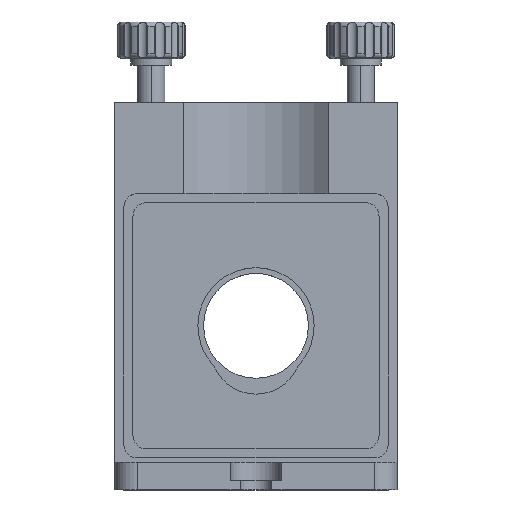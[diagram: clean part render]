
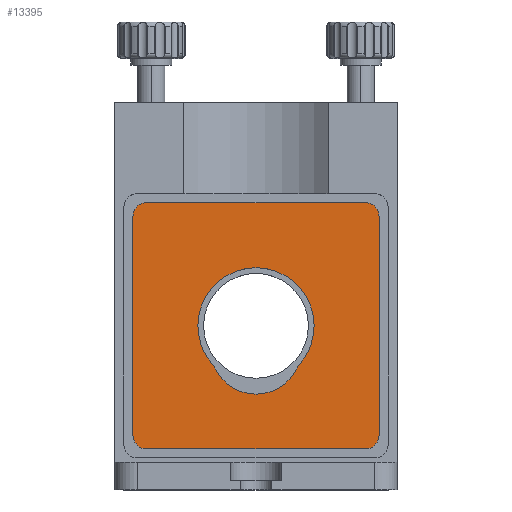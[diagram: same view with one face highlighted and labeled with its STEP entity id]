
A CAD part, top view. The second image highlights one B-rep face of the part: STEP entity #13395.
In plain terms, the highlighted planar face has unit normal (0, 0, 1).
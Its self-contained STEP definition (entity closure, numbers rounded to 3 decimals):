
#145 = ORIENTED_EDGE ( 'NONE', *, *, #11805, .F. ) ;
#250 = CARTESIAN_POINT ( 'NONE',  ( 17.184, -30.8, 19. ) ) ;
#397 = EDGE_CURVE ( 'NONE', #3086, #13236, #2935, .T. ) ;
#927 = EDGE_CURVE ( 'NONE', #5175, #10043, #6114, .T. ) ;
#1049 = ORIENTED_EDGE ( 'NONE', *, *, #2637, .T. ) ;
#1112 = VECTOR ( 'NONE', #3976, 1000. ) ;
#1586 = CARTESIAN_POINT ( 'NONE',  ( 17.184, -33.8, 19. ) ) ;
#1718 = EDGE_CURVE ( 'NONE', #13236, #14463, #8131, .T. ) ;
#2110 = DIRECTION ( 'NONE',  ( 0., 0., 1. ) ) ;
#2241 = ORIENTED_EDGE ( 'NONE', *, *, #1718, .T. ) ;
#2474 = VECTOR ( 'NONE', #10529, 1000. ) ;
#2480 = CARTESIAN_POINT ( 'NONE',  ( 20.184, 17.2, 19. ) ) ;
#2637 = EDGE_CURVE ( 'NONE', #14463, #5175, #5145, .T. ) ;
#2658 = EDGE_CURVE ( 'NONE', #10043, #12113, #4126, .T. ) ;
#2681 = FACE_BOUND ( 'NONE', #10253, .T. ) ;
#2700 = ORIENTED_EDGE ( 'NONE', *, *, #927, .T. ) ;
#2739 = CARTESIAN_POINT ( 'NONE',  ( 17.184, 17.2, 19. ) ) ;
#2935 = LINE ( 'NONE', #7295, #2474 ) ;
#3007 = DIRECTION ( 'NONE',  ( 0., 0., 1. ) ) ;
#3086 = VERTEX_POINT ( 'NONE', #5841 ) ;
#3368 = CARTESIAN_POINT ( 'NONE',  ( -16.083, -15.556, 19. ) ) ;
#3581 = AXIS2_PLACEMENT_3D ( 'NONE', #10274, #4647, #11797 ) ;
#3816 = CARTESIAN_POINT ( 'NONE',  ( 17.184, 20.2, 19. ) ) ;
#3933 = DIRECTION ( 'NONE',  ( 1., 0., 0. ) ) ;
#3976 = DIRECTION ( 'NONE',  ( -1., 0., 0. ) ) ;
#4126 = LINE ( 'NONE', #6176, #1112 ) ;
#4130 = VECTOR ( 'NONE', #6318, 1000. ) ;
#4525 = VERTEX_POINT ( 'NONE', #12900 ) ;
#4647 = DIRECTION ( 'NONE',  ( 0., 0., 1. ) ) ;
#4780 = DIRECTION ( 'NONE',  ( 0., 0., 1. ) ) ;
#5096 = CARTESIAN_POINT ( 'NONE',  ( 20.184, -33.8, 19. ) ) ;
#5145 = LINE ( 'NONE', #13513, #14533 ) ;
#5175 = VERTEX_POINT ( 'NONE', #2480 ) ;
#5473 = CARTESIAN_POINT ( 'NONE',  ( -6.816, -6.8, 19. ) ) ;
#5661 = ORIENTED_EDGE ( 'NONE', *, *, #8153, .T. ) ;
#5694 = CARTESIAN_POINT ( 'NONE',  ( -6.816, -6.8, 19. ) ) ;
#5702 = DIRECTION ( 'NONE',  ( 1., 0., 0. ) ) ;
#5735 = DIRECTION ( 'NONE',  ( 1., 0., 0. ) ) ;
#5810 = EDGE_LOOP ( 'NONE', ( #10581, #2241, #1049, #2700, #11959, #5661, #7686, #5970 ) ) ;
#5841 = CARTESIAN_POINT ( 'NONE',  ( -30.816, -33.8, 19. ) ) ;
#5845 = EDGE_CURVE ( 'NONE', #13535, #4525, #9655, .T. ) ;
#5951 = AXIS2_PLACEMENT_3D ( 'NONE', #5694, #12681, #10497 ) ;
#5970 = ORIENTED_EDGE ( 'NONE', *, *, #8773, .T. ) ;
#6025 = AXIS2_PLACEMENT_3D ( 'NONE', #15335, #6985, #5735 ) ;
#6037 = DIRECTION ( 'NONE',  ( 1., 0., 0. ) ) ;
#6114 = CIRCLE ( 'NONE', #14035, 3. ) ;
#6176 = CARTESIAN_POINT ( 'NONE',  ( -33.816, 20.2, 19. ) ) ;
#6285 = FACE_OUTER_BOUND ( 'NONE', #5810, .T. ) ;
#6318 = DIRECTION ( 'NONE',  ( 0., -1., 0. ) ) ;
#6334 = CARTESIAN_POINT ( 'NONE',  ( -33.816, -30.8, 19. ) ) ;
#6470 = LINE ( 'NONE', #13501, #4130 ) ;
#6517 = EDGE_CURVE ( 'NONE', #13801, #11265, #10164, .T. ) ;
#6537 = DIRECTION ( 'NONE',  ( 1., 0., 0. ) ) ;
#6742 = AXIS2_PLACEMENT_3D ( 'NONE', #11101, #3007, #6537 ) ;
#6985 = DIRECTION ( 'NONE',  ( 0., 0., 1. ) ) ;
#7295 = CARTESIAN_POINT ( 'NONE',  ( -33.816, -33.8, 19. ) ) ;
#7319 = CARTESIAN_POINT ( 'NONE',  ( -30.816, 20.2, 19. ) ) ;
#7657 = DIRECTION ( 'NONE',  ( 0., 0., 1. ) ) ;
#7686 = ORIENTED_EDGE ( 'NONE', *, *, #10531, .T. ) ;
#8131 = CIRCLE ( 'NONE', #10053, 3. ) ;
#8153 = EDGE_CURVE ( 'NONE', #12113, #12165, #9794, .T. ) ;
#8330 = ORIENTED_EDGE ( 'NONE', *, *, #5845, .F. ) ;
#8773 = EDGE_CURVE ( 'NONE', #15152, #3086, #13435, .T. ) ;
#9203 = AXIS2_PLACEMENT_3D ( 'NONE', #15374, #11977, #14221 ) ;
#9217 = CIRCLE ( 'NONE', #9944, 12.75 ) ;
#9453 = CIRCLE ( 'NONE', #6742, 12.75 ) ;
#9655 = CIRCLE ( 'NONE', #5951, 12.75 ) ;
#9794 = CIRCLE ( 'NONE', #3581, 3. ) ;
#9884 = DIRECTION ( 'NONE',  ( 0., 1., 0. ) ) ;
#9944 = AXIS2_PLACEMENT_3D ( 'NONE', #5473, #2110, #5702 ) ;
#10043 = VERTEX_POINT ( 'NONE', #3816 ) ;
#10053 = AXIS2_PLACEMENT_3D ( 'NONE', #250, #4780, #6037 ) ;
#10164 = CIRCLE ( 'NONE', #9203, 10. ) ;
#10253 = EDGE_LOOP ( 'NONE', ( #12438, #145, #8330, #13099 ) ) ;
#10274 = CARTESIAN_POINT ( 'NONE',  ( -30.816, 17.2, 19. ) ) ;
#10497 = DIRECTION ( 'NONE',  ( 1., 0., 0. ) ) ;
#10529 = DIRECTION ( 'NONE',  ( 1., 0., 0. ) ) ;
#10531 = EDGE_CURVE ( 'NONE', #12165, #15152, #6470, .T. ) ;
#10581 = ORIENTED_EDGE ( 'NONE', *, *, #397, .T. ) ;
#11005 = PLANE ( 'NONE',  #15320 ) ;
#11101 = CARTESIAN_POINT ( 'NONE',  ( -6.816, -6.8, 19. ) ) ;
#11265 = VERTEX_POINT ( 'NONE', #11863 ) ;
#11797 = DIRECTION ( 'NONE',  ( 1., 0., 0. ) ) ;
#11805 = EDGE_CURVE ( 'NONE', #4525, #13801, #9453, .T. ) ;
#11863 = CARTESIAN_POINT ( 'NONE',  ( 2.452, -15.556, 19. ) ) ;
#11959 = ORIENTED_EDGE ( 'NONE', *, *, #2658, .T. ) ;
#11977 = DIRECTION ( 'NONE',  ( 0., 0., 1. ) ) ;
#12073 = CARTESIAN_POINT ( 'NONE',  ( -33.816, 17.2, 19. ) ) ;
#12113 = VERTEX_POINT ( 'NONE', #7319 ) ;
#12165 = VERTEX_POINT ( 'NONE', #12073 ) ;
#12438 = ORIENTED_EDGE ( 'NONE', *, *, #6517, .F. ) ;
#12553 = CARTESIAN_POINT ( 'NONE',  ( 5.934, -6.8, 19. ) ) ;
#12629 = EDGE_CURVE ( 'NONE', #11265, #13535, #9217, .T. ) ;
#12681 = DIRECTION ( 'NONE',  ( 0., 0., 1. ) ) ;
#12900 = CARTESIAN_POINT ( 'NONE',  ( -19.566, -6.8, 19. ) ) ;
#13099 = ORIENTED_EDGE ( 'NONE', *, *, #12629, .F. ) ;
#13236 = VERTEX_POINT ( 'NONE', #1586 ) ;
#13395 = ADVANCED_FACE ( 'NONE', ( #2681, #6285 ), #11005, .T. ) ;
#13435 = CIRCLE ( 'NONE', #6025, 3. ) ;
#13501 = CARTESIAN_POINT ( 'NONE',  ( -33.816, 20.2, 19. ) ) ;
#13513 = CARTESIAN_POINT ( 'NONE',  ( 20.184, 20.2, 19. ) ) ;
#13535 = VERTEX_POINT ( 'NONE', #12553 ) ;
#13801 = VERTEX_POINT ( 'NONE', #3368 ) ;
#13989 = CARTESIAN_POINT ( 'NONE',  ( 20.184, -30.8, 19. ) ) ;
#14035 = AXIS2_PLACEMENT_3D ( 'NONE', #2739, #7657, #14857 ) ;
#14221 = DIRECTION ( 'NONE',  ( 1., 0., 0. ) ) ;
#14463 = VERTEX_POINT ( 'NONE', #13989 ) ;
#14533 = VECTOR ( 'NONE', #9884, 1000. ) ;
#14573 = DIRECTION ( 'NONE',  ( 0., 0., 1. ) ) ;
#14857 = DIRECTION ( 'NONE',  ( 1., 0., 0. ) ) ;
#15152 = VERTEX_POINT ( 'NONE', #6334 ) ;
#15320 = AXIS2_PLACEMENT_3D ( 'NONE', #5096, #14573, #3933 ) ;
#15335 = CARTESIAN_POINT ( 'NONE',  ( -30.816, -30.8, 19. ) ) ;
#15374 = CARTESIAN_POINT ( 'NONE',  ( -6.816, -11.8, 19. ) ) ;
